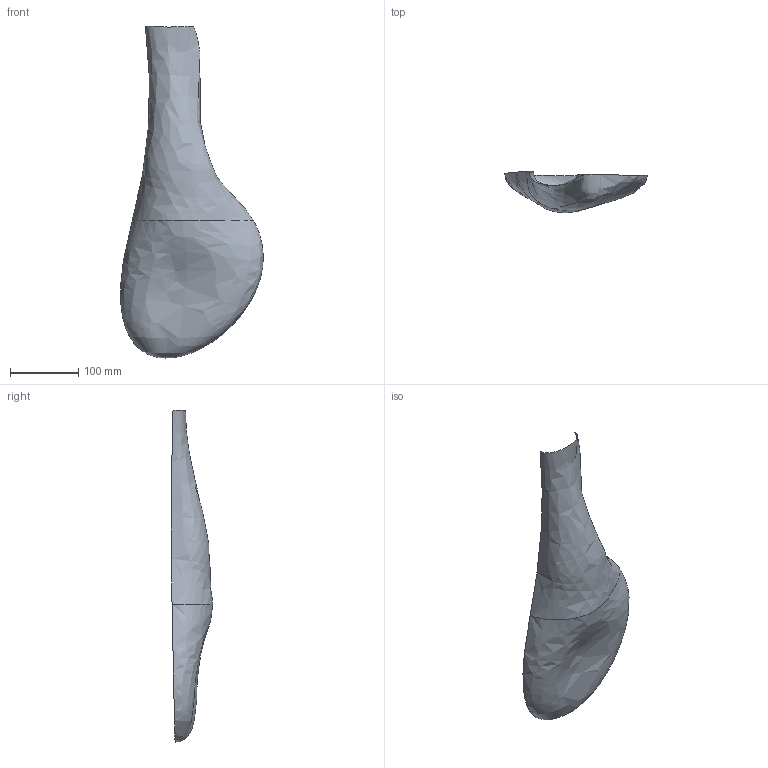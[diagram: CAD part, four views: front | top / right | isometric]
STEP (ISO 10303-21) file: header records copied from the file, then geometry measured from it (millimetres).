
FILE_DESCRIPTION(('CoCreate Modeling STEP Export'),'2;1');
FILE_NAME('face_set.step','2008-10-06T 9:55:53',(''),(''),'CoCreate Modeling STEP processor for AP214 (Solid Model)','CoCreate Modeling 17.00P0623 23-Jun-2008 (C) Parametric Technology GmbH','');
FILE_SCHEMA(('AUTOMOTIVE_DESIGN { 1 0 10303 214 1 1 1 1 }'));
Length unit declared in the file: millimetre
Products named in the file (1): h2.1
Bounding box: 209.53 x 60.78 x 487.68 mm (x, y, z)
Surface area: 84822.5 mm2 (no closed solid volume)
Topology: 0 solids, 1 shells, 2 faces, 7 edges, 5 vertices
Faces by surface type: bspline 2
Entity records: 2352 total; most frequent: CARTESIAN_POINT 2291, ORIENTED_EDGE 7, B_SPLINE_CURVE_WITH_KNOTS 6, EDGE_CURVE 6, VERTEX_POINT 5, DIMENSIONAL_EXPONENTS 3, B_SPLINE_SURFACE_WITH_KNOTS 2, EDGE_LOOP 2
